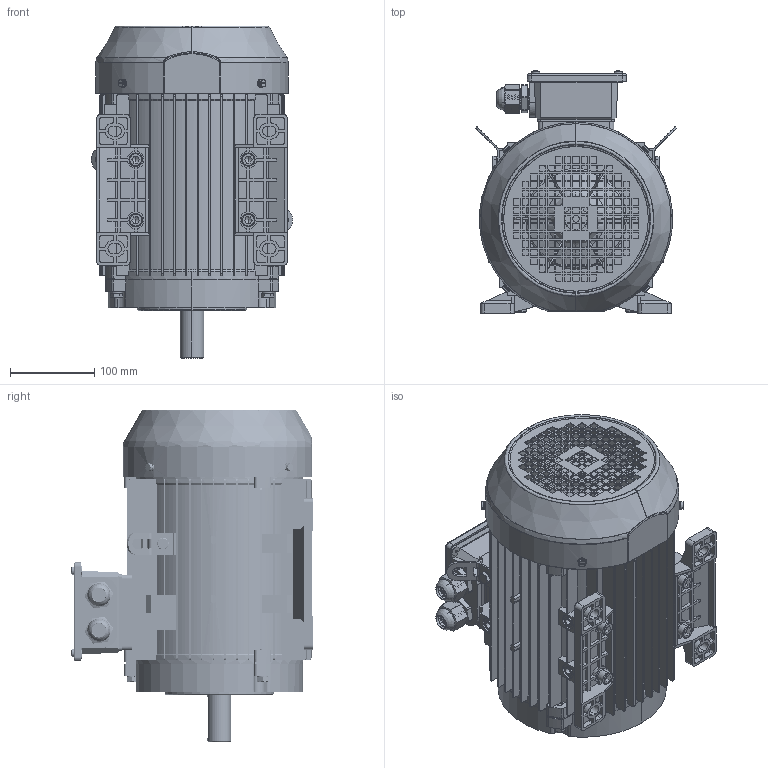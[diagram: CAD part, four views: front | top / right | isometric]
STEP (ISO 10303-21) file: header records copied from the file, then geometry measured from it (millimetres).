
FILE_DESCRIPTION (( 'STEP AP203' ), '1' );
FILE_NAME ('JL3-112-B34B.step', '2018-12-14T08:51:24', ( '' ), ( '' ), 'SwSTEP 2.0', 'SolidWorks 2018', '' );
FILE_SCHEMA (( 'CONFIG_CONTROL_DESIGN' ));
Length unit declared in the file: millimetre
Products named in the file (1): JL3-112-B34B
Bounding box: 239.32 x 288.65 x 395 mm (x, y, z)
Volume: 2842581.8 mm3; surface area: 1276422.9 mm2
Topology: 59 solids, 59 shells, 4512 faces, 12381 edges, 8102 vertices
Faces by surface type: plane 2001, cylinder 1869, bspline 376, cone 238, torus 20, sphere 8
Entity records: 181033 total; most frequent: CARTESIAN_POINT 66033, ORIENTED_EDGE 24710, DIRECTION 23472, EDGE_CURVE 12355, AXIS2_PLACEMENT_3D 8408, VERTEX_POINT 8098, VECTOR 6656, LINE 6656
